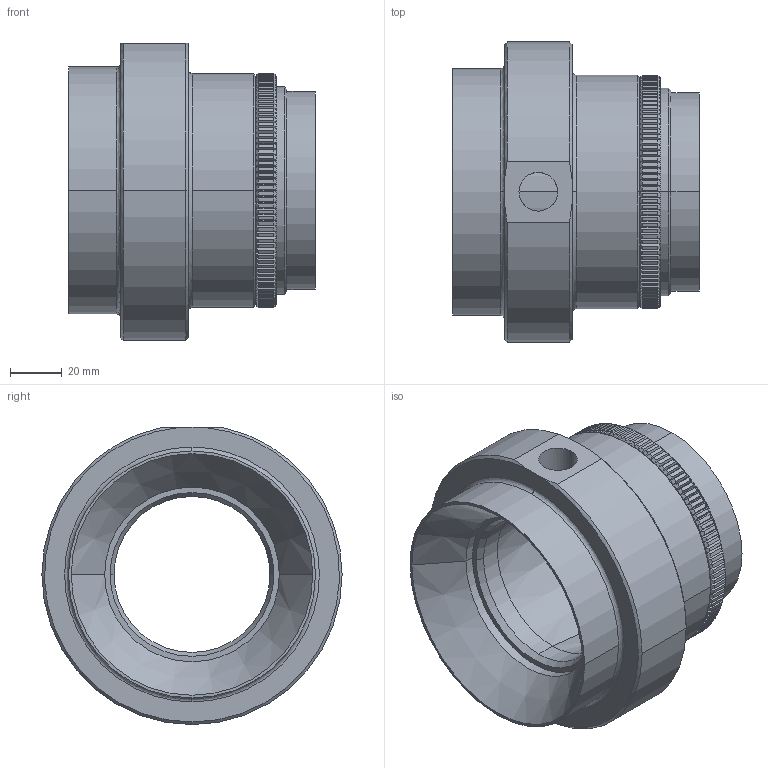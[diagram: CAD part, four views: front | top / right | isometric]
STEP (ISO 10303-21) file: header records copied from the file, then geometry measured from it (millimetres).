
FILE_DESCRIPTION (( 'STEP AP203' ), '1' );
FILE_NAME ('AM60A-SS60A-3D.STEP', '2015-02-09T09:00:59', ( '' ), ( '' ), 'SwSTEP 2.0', 'SolidWorks 2014', '' );
FILE_SCHEMA (( 'CONFIG_CONTROL_DESIGN' ));
Length unit declared in the file: millimetre
Products named in the file (1): AM60A-SS60A-3D
Bounding box: 95 x 115.5 x 114.31 mm (x, y, z)
Volume: 323248.5 mm3; surface area: 95662.2 mm2
Topology: 3 solids, 3 shells, 677 faces, 1971 edges, 1306 vertices
Faces by surface type: cone 263, plane 253, cylinder 149, bspline 12
Entity records: 23911 total; most frequent: CARTESIAN_POINT 6386, ORIENTED_EDGE 3942, DIRECTION 3389, EDGE_CURVE 1971, VERTEX_POINT 1306, AXIS2_PLACEMENT_3D 1248, VECTOR 893, LINE 893
